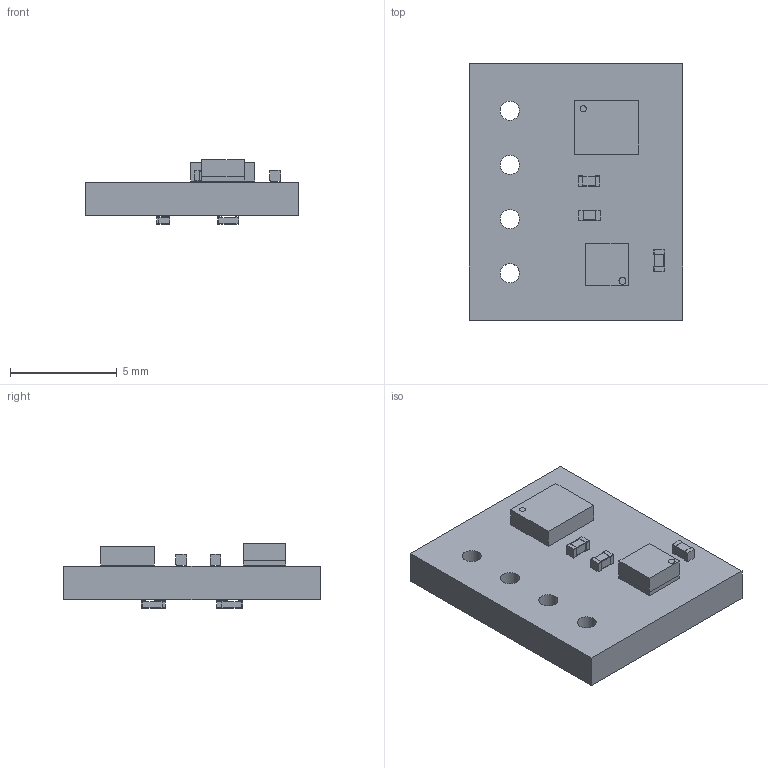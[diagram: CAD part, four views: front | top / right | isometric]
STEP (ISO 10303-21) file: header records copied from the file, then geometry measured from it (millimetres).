
FILE_DESCRIPTION(('KiCad electronic assembly'),'2;1');
FILE_NAME('IMU_Guanran.step','2024-11-13T14:20:01',('Pcbnew'),('Kicad'), 'Open CASCADE STEP processor 7.7','KiCad to STEP converter','Unknown' );
FILE_SCHEMA(('AUTOMOTIVE_DESIGN { 1 0 10303 214 1 1 1 1 }'));
Length unit declared in the file: millimetre
Products named in the file (10): IMU_Guanran 1; C_0402_1005Metric; SOLID; LSM6DSOXTR; COMPOUND; LIS3MDLTR; R_0402_1005Metric; IMU_Guanran PCB
Assembly tree (14 placements, depth 3):
  IMU_Guanran 1
    C_0402_1005Metric  x3
      SOLID
    LSM6DSOXTR
      COMPOUND
    LIS3MDLTR
      COMPOUND
    R_0402_1005Metric  x4
      SOLID
    IMU_Guanran PCB
Bounding box: 10 x 12 x 3.03 mm (x, y, z)
Volume: 197.4 mm3; surface area: 398.5 mm2
Topology: 39 solids, 39 shells, 520 faces, 1208 edges, 800 vertices
Faces by surface type: plane 440, cylinder 80
Full cylindrical faces by diameter (mm): 0.9 x4
Entity records: 22570 total; most frequent: CARTESIAN_POINT 3721, DIRECTION 3418, LINE 2452, VECTOR 2452, ORIENTED_EDGE 1720, PCURVE 1720, DEFINITIONAL_REPRESENTATION 1720, EDGE_CURVE 860
